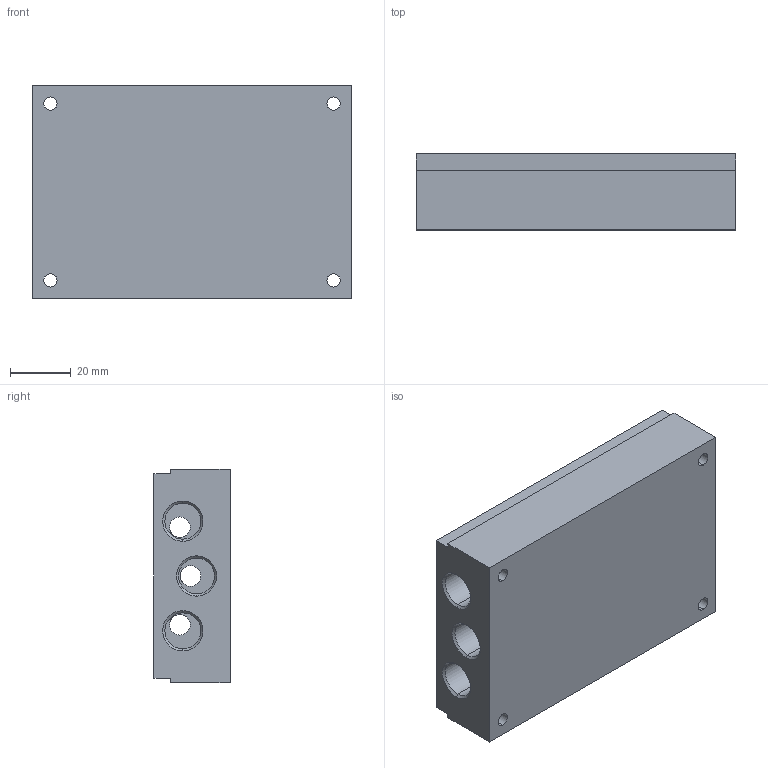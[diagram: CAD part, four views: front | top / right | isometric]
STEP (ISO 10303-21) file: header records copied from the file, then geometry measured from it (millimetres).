
FILE_DESCRIPTION (( 'STEP AP203' ), '1' );
FILE_NAME ('08.085.2.STEP', '2018-12-18T16:42:40', ( '' ), ( '' ), 'SwSTEP 2.0', 'SolidWorks 2016', '' );
FILE_SCHEMA (( 'CONFIG_CONTROL_DESIGN' ));
Length unit declared in the file: millimetre
Products named in the file (1): 08.085.2
Bounding box: 105 x 25 x 70 mm (x, y, z)
Volume: 160329.3 mm3; surface area: 34374.5 mm2
Topology: 1 solids, 1 shells, 201 faces, 490 edges, 316 vertices
Faces by surface type: cylinder 114, plane 55, cone 32
Entity records: 6943 total; most frequent: CARTESIAN_POINT 1908, DIRECTION 1094, ORIENTED_EDGE 980, EDGE_CURVE 490, AXIS2_PLACEMENT_3D 452, VERTEX_POINT 316, EDGE_LOOP 270, CIRCLE 250
